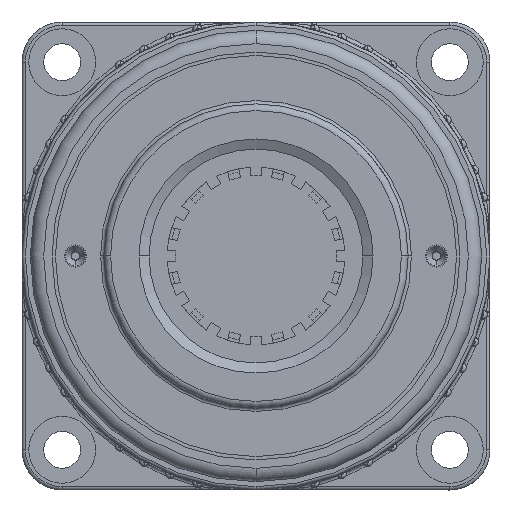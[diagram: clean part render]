
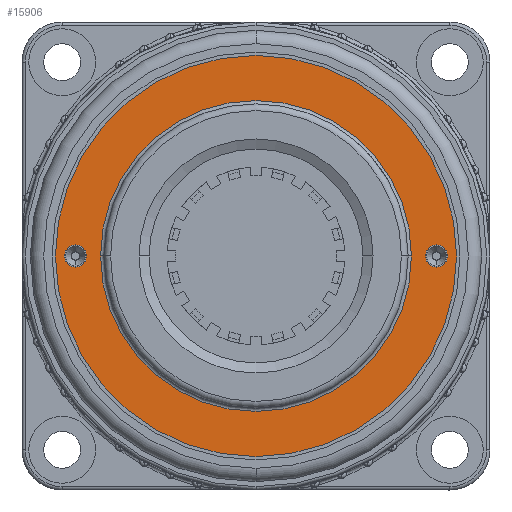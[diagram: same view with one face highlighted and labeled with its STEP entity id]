
A CAD part, left-side view. The second image highlights one B-rep face of the part: STEP entity #15906.
In plain terms, the highlighted face is planar.
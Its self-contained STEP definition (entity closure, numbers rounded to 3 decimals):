
#234 = ORIENTED_EDGE ( 'NONE', *, *, #10375, .F. ) ;
#306 = FACE_BOUND ( 'NONE', #18273, .T. ) ;
#761 = CIRCLE ( 'NONE', #11029, 1.65 ) ;
#994 = DIRECTION ( 'NONE',  ( 0., 1., 0. ) ) ;
#1138 = CARTESIAN_POINT ( 'NONE',  ( 0., 0.8, -30. ) ) ;
#1577 = CIRCLE ( 'NONE', #17501, 1.65 ) ;
#2363 = EDGE_LOOP ( 'NONE', ( #15579, #4263 ) ) ;
#2365 = CARTESIAN_POINT ( 'NONE',  ( 0., 0.8, -25.35 ) ) ;
#2642 = DIRECTION ( 'NONE',  ( 0., -1., 0. ) ) ;
#3024 = VERTEX_POINT ( 'NONE', #19251 ) ;
#3062 = VERTEX_POINT ( 'NONE', #5085 ) ;
#3394 = CARTESIAN_POINT ( 'NONE',  ( 0., 0.8, -27. ) ) ;
#3494 = CIRCLE ( 'NONE', #18257, 30. ) ;
#3735 = CIRCLE ( 'NONE', #4948, 1.65 ) ;
#3796 = ORIENTED_EDGE ( 'NONE', *, *, #10756, .T. ) ;
#4176 = CARTESIAN_POINT ( 'NONE',  ( 0., 0.8, 23.25 ) ) ;
#4186 = FACE_BOUND ( 'NONE', #11768, .T. ) ;
#4263 = ORIENTED_EDGE ( 'NONE', *, *, #11292, .T. ) ;
#4347 = CIRCLE ( 'NONE', #19695, 23.25 ) ;
#4722 = CARTESIAN_POINT ( 'NONE',  ( 0., 0.8, 0. ) ) ;
#4948 = AXIS2_PLACEMENT_3D ( 'NONE', #3394, #14711, #5059 ) ;
#4960 = DIRECTION ( 'NONE',  ( 0., -1., 0. ) ) ;
#5059 = DIRECTION ( 'NONE',  ( 0., 0., 1. ) ) ;
#5085 = CARTESIAN_POINT ( 'NONE',  ( 0., 0.8, -23.25 ) ) ;
#5332 = VERTEX_POINT ( 'NONE', #2365 ) ;
#5336 = PLANE ( 'NONE',  #6793 ) ;
#5556 = CIRCLE ( 'NONE', #17974, 23.25 ) ;
#5692 = ORIENTED_EDGE ( 'NONE', *, *, #13585, .F. ) ;
#5989 = CARTESIAN_POINT ( 'NONE',  ( 0., 0.8, 27. ) ) ;
#6196 = DIRECTION ( 'NONE',  ( 0., 1., 0. ) ) ;
#6395 = DIRECTION ( 'NONE',  ( 0., 0., 1. ) ) ;
#6793 = AXIS2_PLACEMENT_3D ( 'NONE', #13356, #8629, #19770 ) ;
#6828 = ORIENTED_EDGE ( 'NONE', *, *, #18430, .T. ) ;
#7007 = ORIENTED_EDGE ( 'NONE', *, *, #18864, .F. ) ;
#7633 = DIRECTION ( 'NONE',  ( 0., 0., 1. ) ) ;
#8629 = DIRECTION ( 'NONE',  ( 0., 1., 0. ) ) ;
#8880 = CARTESIAN_POINT ( 'NONE',  ( 0., 0.8, 0. ) ) ;
#9059 = FACE_BOUND ( 'NONE', #2363, .T. ) ;
#9413 = VERTEX_POINT ( 'NONE', #19886 ) ;
#9952 = ORIENTED_EDGE ( 'NONE', *, *, #16101, .F. ) ;
#10319 = CARTESIAN_POINT ( 'NONE',  ( 0., 0.8, 28.65 ) ) ;
#10375 = EDGE_CURVE ( 'NONE', #19791, #3024, #761, .T. ) ;
#10477 = DIRECTION ( 'NONE',  ( 0., 0., 1. ) ) ;
#10756 = EDGE_CURVE ( 'NONE', #18484, #12313, #11461, .T. ) ;
#10793 = CARTESIAN_POINT ( 'NONE',  ( 0., 0.8, -27. ) ) ;
#11029 = AXIS2_PLACEMENT_3D ( 'NONE', #15787, #6196, #17394 ) ;
#11292 = EDGE_CURVE ( 'NONE', #3062, #14336, #4347, .T. ) ;
#11461 = CIRCLE ( 'NONE', #17056, 30. ) ;
#11768 = EDGE_LOOP ( 'NONE', ( #234, #9952 ) ) ;
#12313 = VERTEX_POINT ( 'NONE', #1138 ) ;
#12369 = CARTESIAN_POINT ( 'NONE',  ( 0., 0.8, 0. ) ) ;
#12385 = DIRECTION ( 'NONE',  ( 0., 0., 1. ) ) ;
#13356 = CARTESIAN_POINT ( 'NONE',  ( 0., 0.8, 0. ) ) ;
#13585 = EDGE_CURVE ( 'NONE', #5332, #9413, #3735, .T. ) ;
#13964 = DIRECTION ( 'NONE',  ( 0., 0., 1. ) ) ;
#14224 = AXIS2_PLACEMENT_3D ( 'NONE', #10793, #994, #12385 ) ;
#14336 = VERTEX_POINT ( 'NONE', #4176 ) ;
#14498 = CARTESIAN_POINT ( 'NONE',  ( 0., 0.8, 30. ) ) ;
#14602 = CARTESIAN_POINT ( 'NONE',  ( 0., 0.8, 0. ) ) ;
#14711 = DIRECTION ( 'NONE',  ( 0., 1., 0. ) ) ;
#15579 = ORIENTED_EDGE ( 'NONE', *, *, #17975, .T. ) ;
#15787 = CARTESIAN_POINT ( 'NONE',  ( 0., 0.8, 27. ) ) ;
#15906 = ADVANCED_FACE ( 'NONE', ( #9059, #4186, #306, #20753 ), #5336, .T. ) ;
#15973 = DIRECTION ( 'NONE',  ( 0., 1., 0. ) ) ;
#16101 = EDGE_CURVE ( 'NONE', #3024, #19791, #1577, .T. ) ;
#16207 = DIRECTION ( 'NONE',  ( 0., 0., 1. ) ) ;
#17056 = AXIS2_PLACEMENT_3D ( 'NONE', #8880, #20028, #10477 ) ;
#17195 = DIRECTION ( 'NONE',  ( 0., 1., 0. ) ) ;
#17394 = DIRECTION ( 'NONE',  ( 0., 0., 1. ) ) ;
#17501 = AXIS2_PLACEMENT_3D ( 'NONE', #5989, #17195, #7633 ) ;
#17974 = AXIS2_PLACEMENT_3D ( 'NONE', #14602, #4960, #16207 ) ;
#17975 = EDGE_CURVE ( 'NONE', #14336, #3062, #5556, .T. ) ;
#18257 = AXIS2_PLACEMENT_3D ( 'NONE', #4722, #15973, #6395 ) ;
#18273 = EDGE_LOOP ( 'NONE', ( #5692, #7007 ) ) ;
#18370 = CIRCLE ( 'NONE', #14224, 1.65 ) ;
#18430 = EDGE_CURVE ( 'NONE', #12313, #18484, #3494, .T. ) ;
#18484 = VERTEX_POINT ( 'NONE', #14498 ) ;
#18864 = EDGE_CURVE ( 'NONE', #9413, #5332, #18370, .T. ) ;
#19251 = CARTESIAN_POINT ( 'NONE',  ( 0., 0.8, 25.35 ) ) ;
#19695 = AXIS2_PLACEMENT_3D ( 'NONE', #12369, #2642, #13964 ) ;
#19770 = DIRECTION ( 'NONE',  ( 0., 0., 1. ) ) ;
#19791 = VERTEX_POINT ( 'NONE', #10319 ) ;
#19886 = CARTESIAN_POINT ( 'NONE',  ( 0., 0.8, -28.65 ) ) ;
#20028 = DIRECTION ( 'NONE',  ( 0., 1., 0. ) ) ;
#20626 = EDGE_LOOP ( 'NONE', ( #6828, #3796 ) ) ;
#20753 = FACE_OUTER_BOUND ( 'NONE', #20626, .T. ) ;
